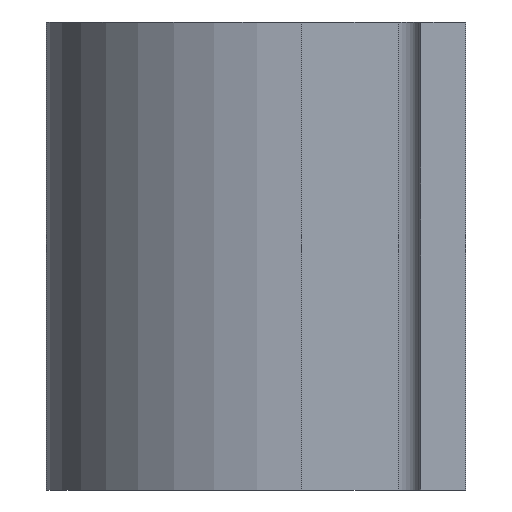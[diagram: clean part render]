
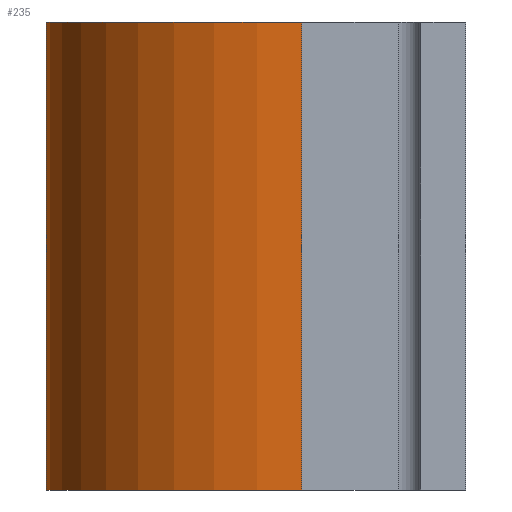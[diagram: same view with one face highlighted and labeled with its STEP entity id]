
A CAD part, left-side view. The second image highlights one B-rep face of the part: STEP entity #235.
In plain terms, the highlighted cylindrical face has radius 8.661 mm (diameter 17.323 mm), a partial arc.
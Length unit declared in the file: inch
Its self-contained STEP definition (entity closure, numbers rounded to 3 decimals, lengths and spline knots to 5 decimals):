
#4 = CARTESIAN_POINT ( 'NONE',  ( 0.999, 0.219, 0.3125 ) ) ;
#25 = EDGE_CURVE ( 'NONE', #524, #540, #414, .T. ) ;
#27 = CARTESIAN_POINT ( 'NONE',  ( 0.999, 0.219, -0.3125 ) ) ;
#55 = ORIENTED_EDGE ( 'NONE', *, *, #379, .T. ) ;
#58 = DIRECTION ( 'NONE',  ( 0., 0., -1. ) ) ;
#72 = VERTEX_POINT ( 'NONE', #477 ) ;
#92 = DIRECTION ( 'NONE',  ( 0., 0., -1. ) ) ;
#98 = EDGE_LOOP ( 'NONE', ( #269, #245, #184, #55 ) ) ;
#104 = CARTESIAN_POINT ( 'NONE',  ( 1.34, 0.219, 0.3125 ) ) ;
#117 = VERTEX_POINT ( 'NONE', #209 ) ;
#120 = CARTESIAN_POINT ( 'NONE',  ( 1.34, 0.219, -0.3125 ) ) ;
#142 = DIRECTION ( 'NONE',  ( 0., 0., -1. ) ) ;
#153 = DIRECTION ( 'NONE',  ( 0., 0., -1. ) ) ;
#159 = CARTESIAN_POINT ( 'NONE',  ( 0.658, 0.219, -0.3125 ) ) ;
#184 = ORIENTED_EDGE ( 'NONE', *, *, #387, .T. ) ;
#192 = AXIS2_PLACEMENT_3D ( 'NONE', #4, #92, #297 ) ;
#209 = CARTESIAN_POINT ( 'NONE',  ( 0.658, 0.219, 0.3125 ) ) ;
#211 = LINE ( 'NONE', #521, #254 ) ;
#221 = CYLINDRICAL_SURFACE ( 'NONE', #192, 0.341 ) ;
#235 = ADVANCED_FACE ( 'NONE', ( #260 ), #221, .T. ) ;
#245 = ORIENTED_EDGE ( 'NONE', *, *, #333, .F. ) ;
#254 = VECTOR ( 'NONE', #305, 39.37008 ) ;
#260 = FACE_OUTER_BOUND ( 'NONE', #98, .T. ) ;
#269 = ORIENTED_EDGE ( 'NONE', *, *, #25, .F. ) ;
#297 = DIRECTION ( 'NONE',  ( -1., 0., 0. ) ) ;
#305 = DIRECTION ( 'NONE',  ( 0., 0., -1. ) ) ;
#307 = CARTESIAN_POINT ( 'NONE',  ( 0.999, 0.219, 0.3125 ) ) ;
#317 = DIRECTION ( 'NONE',  ( 1., 0., 0. ) ) ;
#333 = EDGE_CURVE ( 'NONE', #117, #524, #211, .T. ) ;
#354 = DIRECTION ( 'NONE',  ( 1., 0., 0. ) ) ;
#373 = AXIS2_PLACEMENT_3D ( 'NONE', #27, #153, #317 ) ;
#379 = EDGE_CURVE ( 'NONE', #72, #540, #519, .T. ) ;
#387 = EDGE_CURVE ( 'NONE', #117, #72, #557, .T. ) ;
#414 = CIRCLE ( 'NONE', #373, 0.341 ) ;
#477 = CARTESIAN_POINT ( 'NONE',  ( 1.34, 0.219, 0.3125 ) ) ;
#497 = VECTOR ( 'NONE', #142, 39.37008 ) ;
#519 = LINE ( 'NONE', #104, #497 ) ;
#521 = CARTESIAN_POINT ( 'NONE',  ( 0.658, 0.219, 0.3125 ) ) ;
#524 = VERTEX_POINT ( 'NONE', #159 ) ;
#540 = VERTEX_POINT ( 'NONE', #120 ) ;
#541 = AXIS2_PLACEMENT_3D ( 'NONE', #307, #58, #354 ) ;
#557 = CIRCLE ( 'NONE', #541, 0.341 ) ;
